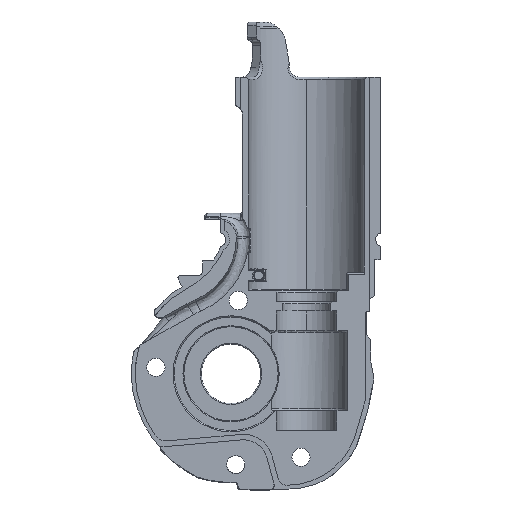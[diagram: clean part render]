
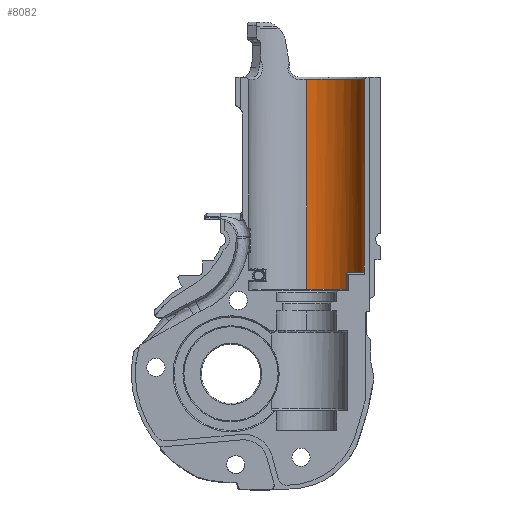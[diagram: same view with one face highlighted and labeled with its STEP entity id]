
A CAD part, left-side view. The second image highlights one B-rep face of the part: STEP entity #8082.
In plain terms, the highlighted cylindrical face has radius 6.05 mm (diameter 12.099 mm), a partial arc.
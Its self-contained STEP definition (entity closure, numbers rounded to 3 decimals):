
#306 = ORIENTED_EDGE ( 'NONE', *, *, #36652, .F. ) ;
#383 = CIRCLE ( 'NONE', #27996, 6.049 ) ;
#1649 = CARTESIAN_POINT ( 'NONE',  ( 4.354, -12.094, 8.825 ) ) ;
#2230 = ORIENTED_EDGE ( 'NONE', *, *, #29579, .T. ) ;
#2678 = CARTESIAN_POINT ( 'NONE',  ( 4.288, -12.162, 10.55 ) ) ;
#3052 = EDGE_CURVE ( 'NONE', #34951, #17694, #383, .T. ) ;
#4301 = LINE ( 'NONE', #37872, #24269 ) ;
#4865 = CARTESIAN_POINT ( 'NONE',  ( 4.354, -12.094, 10.425 ) ) ;
#4945 = CIRCLE ( 'NONE', #29336, 6.049 ) ;
#5564 = FACE_OUTER_BOUND ( 'NONE', #8658, .T. ) ;
#5968 = CARTESIAN_POINT ( 'NONE',  ( 0.083, -13.944, 10.479 ) ) ;
#6146 = CYLINDRICAL_SURFACE ( 'NONE', #13322, 6.049 ) ;
#6627 = CARTESIAN_POINT ( 'NONE',  ( 4.354, -12.094, 49.684 ) ) ;
#6895 = ORIENTED_EDGE ( 'NONE', *, *, #30310, .T. ) ;
#6899 = CARTESIAN_POINT ( 'NONE',  ( 0., -7.895, 30.77 ) ) ;
#7010 = LINE ( 'NONE', #16415, #18402 ) ;
#7660 = CARTESIAN_POINT ( 'NONE',  ( 4.297, -12.153, 10.544 ) ) ;
#7682 = DIRECTION ( 'NONE',  ( -1., 0., 0. ) ) ;
#8082 = ADVANCED_FACE ( 'NONE', ( #5564 ), #6146, .F. ) ;
#8121 = VERTEX_POINT ( 'NONE', #31068 ) ;
#8239 = VECTOR ( 'NONE', #31152, 1000. ) ;
#8566 = CARTESIAN_POINT ( 'NONE',  ( 0.167, -13.943, 10.527 ) ) ;
#8658 = EDGE_LOOP ( 'NONE', ( #35892, #15388, #306, #6895, #29518, #34890, #24772, #2230 ) ) ;
#8778 = AXIS2_PLACEMENT_3D ( 'NONE', #11871, #36394, #15089 ) ;
#9224 = CARTESIAN_POINT ( 'NONE',  ( 6.049, -7.895, 30.77 ) ) ;
#11871 = CARTESIAN_POINT ( 'NONE',  ( 0., -7.895, 10.575 ) ) ;
#12811 = CARTESIAN_POINT ( 'NONE',  ( 4.354, -12.094, 10.425 ) ) ;
#12959 = DIRECTION ( 'NONE',  ( 1., 0., 0. ) ) ;
#13322 = AXIS2_PLACEMENT_3D ( 'NONE', #27799, #22396, #12959 ) ;
#14970 = CARTESIAN_POINT ( 'NONE',  ( 4.293, -12.158, 10.547 ) ) ;
#15089 = DIRECTION ( 'NONE',  ( 1., 0., 0. ) ) ;
#15388 = ORIENTED_EDGE ( 'NONE', *, *, #17257, .T. ) ;
#16415 = CARTESIAN_POINT ( 'NONE',  ( 0., -13.944, 49.684 ) ) ;
#16491 = CARTESIAN_POINT ( 'NONE',  ( 4.299, -12.151, 10.542 ) ) ;
#16903 = VERTEX_POINT ( 'NONE', #12811 ) ;
#17085 = CARTESIAN_POINT ( 'NONE',  ( 4.337, -12.113, 10.51 ) ) ;
#17257 = EDGE_CURVE ( 'NONE', #34951, #24138, #4301, .T. ) ;
#17694 = VERTEX_POINT ( 'NONE', #24225 ) ;
#17736 = EDGE_CURVE ( 'NONE', #8121, #19693, #36168, .T. ) ;
#17765 = CARTESIAN_POINT ( 'NONE',  ( 4.205, -12.244, 10.575 ) ) ;
#17916 = EDGE_CURVE ( 'NONE', #36053, #16903, #39497, .T. ) ;
#17962 = CARTESIAN_POINT ( 'NONE',  ( 4.227, -12.223, 10.575 ) ) ;
#18086 = CARTESIAN_POINT ( 'NONE',  ( 0., -7.895, 8.825 ) ) ;
#18402 = VECTOR ( 'NONE', #34344, 1000. ) ;
#18440 = LINE ( 'NONE', #6627, #8239 ) ;
#18612 = VERTEX_POINT ( 'NONE', #1649 ) ;
#19693 = VERTEX_POINT ( 'NONE', #36969 ) ;
#22396 = DIRECTION ( 'NONE',  ( 0., 0., -1. ) ) ;
#24138 = VERTEX_POINT ( 'NONE', #27757 ) ;
#24225 = CARTESIAN_POINT ( 'NONE',  ( 0., -13.944, 30.77 ) ) ;
#24269 = VECTOR ( 'NONE', #25397, 1000. ) ;
#24772 = ORIENTED_EDGE ( 'NONE', *, *, #17736, .F. ) ;
#25397 = DIRECTION ( 'NONE',  ( 0., 0., -1. ) ) ;
#25947 = DIRECTION ( 'NONE',  ( 0., 0., -1. ) ) ;
#26095 = CIRCLE ( 'NONE', #8778, 6.049 ) ;
#26122 = CARTESIAN_POINT ( 'NONE',  ( 4.354, -12.094, 10.466 ) ) ;
#27757 = CARTESIAN_POINT ( 'NONE',  ( 6.049, -7.895, 8.825 ) ) ;
#27799 = CARTESIAN_POINT ( 'NONE',  ( 0., -7.895, 49.684 ) ) ;
#27996 = AXIS2_PLACEMENT_3D ( 'NONE', #6899, #25947, #7682 ) ;
#28268 = CARTESIAN_POINT ( 'NONE',  ( 4.205, -12.244, 10.575 ) ) ;
#29336 = AXIS2_PLACEMENT_3D ( 'NONE', #18086, #30373, #36782 ) ;
#29518 = ORIENTED_EDGE ( 'NONE', *, *, #17916, .F. ) ;
#29575 = CARTESIAN_POINT ( 'NONE',  ( 4.3, -12.15, 10.542 ) ) ;
#29579 = EDGE_CURVE ( 'NONE', #8121, #17694, #7010, .T. ) ;
#30245 = CARTESIAN_POINT ( 'NONE',  ( 4.271, -12.179, 10.56 ) ) ;
#30310 = EDGE_CURVE ( 'NONE', #18612, #16903, #18440, .T. ) ;
#30373 = DIRECTION ( 'NONE',  ( 0., 0., 1. ) ) ;
#31068 = CARTESIAN_POINT ( 'NONE',  ( 0., -13.944, 10.431 ) ) ;
#31152 = DIRECTION ( 'NONE',  ( 0., 0., 1. ) ) ;
#34344 = DIRECTION ( 'NONE',  ( 0., 0., 1. ) ) ;
#34890 = ORIENTED_EDGE ( 'NONE', *, *, #36733, .F. ) ;
#34951 = VERTEX_POINT ( 'NONE', #9224 ) ;
#35671 = CARTESIAN_POINT ( 'NONE',  ( 4.278, -12.172, 10.556 ) ) ;
#35883 = CARTESIAN_POINT ( 'NONE',  ( 4.247, -12.203, 10.57 ) ) ;
#35892 = ORIENTED_EDGE ( 'NONE', *, *, #3052, .F. ) ;
#36053 = VERTEX_POINT ( 'NONE', #28268 ) ;
#36168 =( BOUNDED_CURVE ( )  B_SPLINE_CURVE ( 3, ( #39112, #5968, #8566, #39685 ),
 .UNSPECIFIED., .F., .T. ) 
 B_SPLINE_CURVE_WITH_KNOTS ( ( 4, 4 ),
 ( 1.571, 1.612 ),
 .UNSPECIFIED. ) 
 CURVE ( )  GEOMETRIC_REPRESENTATION_ITEM ( )  RATIONAL_B_SPLINE_CURVE ( ( 1., 1., 1., 1. ) ) 
 REPRESENTATION_ITEM ( '' )  );
#36394 = DIRECTION ( 'NONE',  ( 0., 0., 1. ) ) ;
#36652 = EDGE_CURVE ( 'NONE', #18612, #24138, #4945, .T. ) ;
#36733 = EDGE_CURVE ( 'NONE', #19693, #36053, #26095, .T. ) ;
#36782 = DIRECTION ( 'NONE',  ( -1., 0., 0. ) ) ;
#36969 = CARTESIAN_POINT ( 'NONE',  ( 0.25, -13.939, 10.575 ) ) ;
#37872 = CARTESIAN_POINT ( 'NONE',  ( 6.049, -7.895, 49.684 ) ) ;
#39112 = CARTESIAN_POINT ( 'NONE',  ( 0., -13.944, 10.431 ) ) ;
#39497 = B_SPLINE_CURVE_WITH_KNOTS ( 'NONE', 3,
 ( #17765, #17962, #35883, #30245, #35671, #2678, #14970, #7660, #16491, #29575, #17085, #26122, #4865 ),
 .UNSPECIFIED., .F., .F.,
 ( 4, 2, 2, 1, 2, 2, 4 ),
 ( 0., 0.25, 0.375, 0.437, 0.469, 0.5, 1. ),
 .UNSPECIFIED. ) ;
#39685 = CARTESIAN_POINT ( 'NONE',  ( 0.25, -13.939, 10.575 ) ) ;
